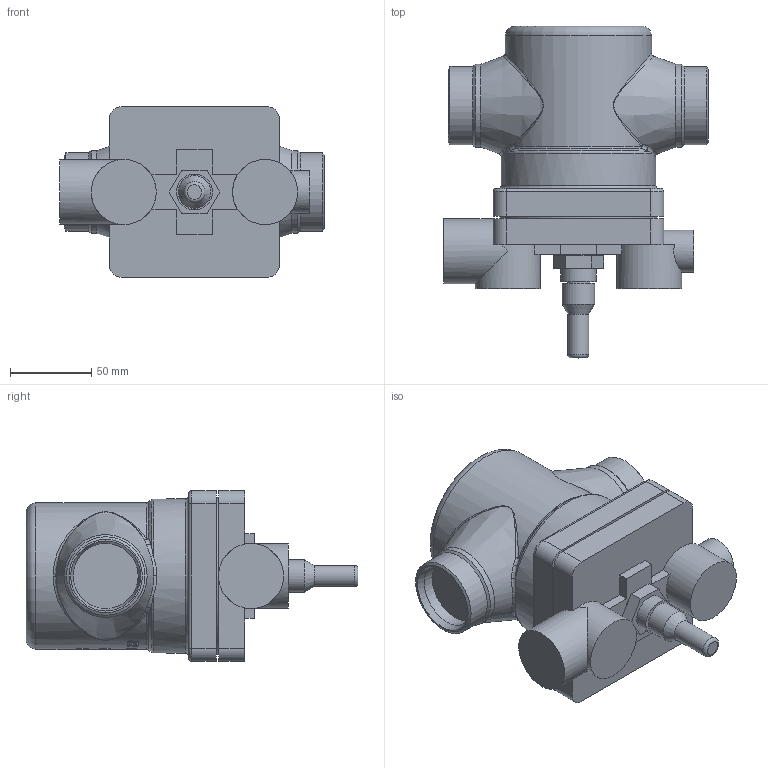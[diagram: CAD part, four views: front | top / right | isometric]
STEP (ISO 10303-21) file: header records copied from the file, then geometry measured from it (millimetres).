
FILE_DESCRIPTION(('TFLEX Exchange Step'),'2;1');
FILE_NAME('027B3040R.stp', '2024-07-02T14:16:09+03:00',('RUCO3378'),('Unknown organisation'),'TFLEX Exchange 2024.4','T-FLEX CAD','Unknown authorisation');
FILE_SCHEMA( ('AP203_CONFIGURATION_CONTROLLED_3D_DESIGN_OF_MECHANICAL_PARTS_AND_ASSEMBLIES_MIM_LF') );
Length unit declared in the file: millimetre
Products named in the file (1): Assembly
Bounding box: 163 x 204.26 x 105 mm (x, y, z)
Volume: 1303230.3 mm3; surface area: 145837.5 mm2
Topology: 1 solids, 3 shells, 454 faces, 1242 edges, 820 vertices
Faces by surface type: bspline 185, plane 167, cylinder 58, torus 19, cone 17, sphere 8
Full cylindrical faces by diameter (mm): 13 x1, 14.5 x1, 20 x1, 22 x1, 26 x2, 40 x5, 48.3 x2, 51 x2, 90 x3, 95 x3, 96.5 x1
Entity records: 23414 total; most frequent: CARTESIAN_POINT 13387, ORIENTED_EDGE 2448, DIRECTION 1496, EDGE_CURVE 1242, VERTEX_POINT 820, AXIS2_PLACEMENT_3D 572, B_SPLINE_CURVE_WITH_KNOTS 558, EDGE_LOOP 488
